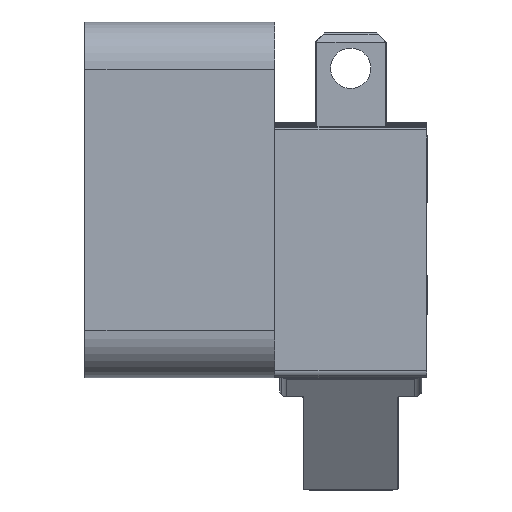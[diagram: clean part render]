
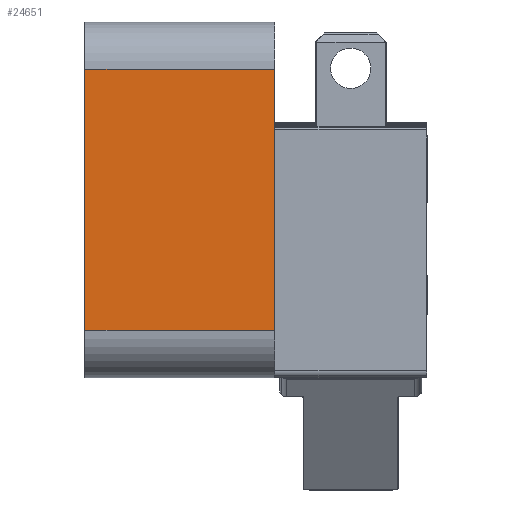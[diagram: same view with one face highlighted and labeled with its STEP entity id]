
A CAD part, left-side view. The second image highlights one B-rep face of the part: STEP entity #24651.
In plain terms, the highlighted planar face has unit normal (-1, 0, 0).
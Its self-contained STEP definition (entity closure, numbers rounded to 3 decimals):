
#129 = EDGE_CURVE ( 'NONE', #26468, #24350, #20773, .T. ) ;
#597 = ORIENTED_EDGE ( 'NONE', *, *, #15260, .F. ) ;
#7009 = CARTESIAN_POINT ( 'NONE',  ( -15., -1.25, 5. ) ) ;
#7718 = CARTESIAN_POINT ( 'NONE',  ( -15., -1.25, 5. ) ) ;
#9485 = VECTOR ( 'NONE', #30103, 1000. ) ;
#9633 = CARTESIAN_POINT ( 'NONE',  ( -15., -1.25, 8. ) ) ;
#11209 = LINE ( 'NONE', #9633, #29888 ) ;
#11811 = EDGE_CURVE ( 'NONE', #39491, #12032, #21433, .T. ) ;
#12032 = VERTEX_POINT ( 'NONE', #15721 ) ;
#12831 = VECTOR ( 'NONE', #22709, 1000. ) ;
#13194 = DIRECTION ( 'NONE',  ( 1., 0., 0. ) ) ;
#15260 = EDGE_CURVE ( 'NONE', #26468, #39491, #11209, .T. ) ;
#15721 = CARTESIAN_POINT ( 'NONE',  ( -15., -12.25, 0. ) ) ;
#15951 = ORIENTED_EDGE ( 'NONE', *, *, #11811, .F. ) ;
#16638 = DIRECTION ( 'NONE',  ( 0., 1., 0. ) ) ;
#17404 = VECTOR ( 'NONE', #27984, 1000. ) ;
#20263 = CARTESIAN_POINT ( 'NONE',  ( -15., -1.25, 0. ) ) ;
#20368 = CARTESIAN_POINT ( 'NONE',  ( -15., -1.25, 8. ) ) ;
#20773 = LINE ( 'NONE', #7009, #17404 ) ;
#21433 = LINE ( 'NONE', #35845, #9485 ) ;
#22709 = DIRECTION ( 'NONE',  ( 0., -1., 0. ) ) ;
#23812 = FACE_OUTER_BOUND ( 'NONE', #33766, .T. ) ;
#24350 = VERTEX_POINT ( 'NONE', #30836 ) ;
#24515 = ORIENTED_EDGE ( 'NONE', *, *, #129, .T. ) ;
#24651 = ADVANCED_FACE ( 'NONE', ( #23812 ), #34590, .F. ) ;
#26468 = VERTEX_POINT ( 'NONE', #20368 ) ;
#27984 = DIRECTION ( 'NONE',  ( 0., 0., -1. ) ) ;
#29177 = ORIENTED_EDGE ( 'NONE', *, *, #33695, .T. ) ;
#29888 = VECTOR ( 'NONE', #37427, 1000. ) ;
#30092 = LINE ( 'NONE', #20263, #12831 ) ;
#30103 = DIRECTION ( 'NONE',  ( 0., 0., -1. ) ) ;
#30831 = AXIS2_PLACEMENT_3D ( 'NONE', #7718, #13194, #16638 ) ;
#30836 = CARTESIAN_POINT ( 'NONE',  ( -15., -1.25, 0. ) ) ;
#32787 = CARTESIAN_POINT ( 'NONE',  ( -15., -12.25, 8. ) ) ;
#33695 = EDGE_CURVE ( 'NONE', #24350, #12032, #30092, .T. ) ;
#33766 = EDGE_LOOP ( 'NONE', ( #29177, #15951, #597, #24515 ) ) ;
#34590 = PLANE ( 'NONE',  #30831 ) ;
#35845 = CARTESIAN_POINT ( 'NONE',  ( -15., -12.25, 5. ) ) ;
#37427 = DIRECTION ( 'NONE',  ( 0., -1., 0. ) ) ;
#39491 = VERTEX_POINT ( 'NONE', #32787 ) ;
